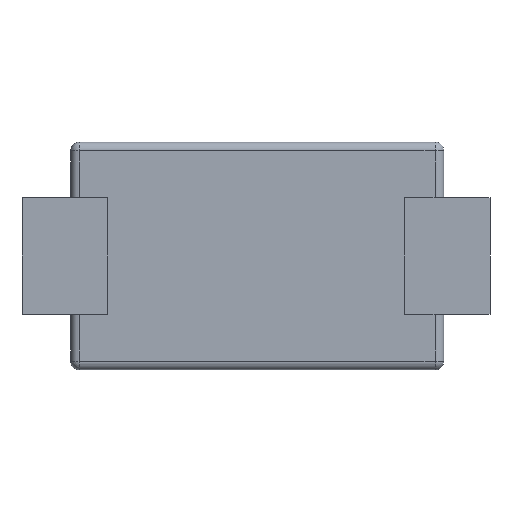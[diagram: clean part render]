
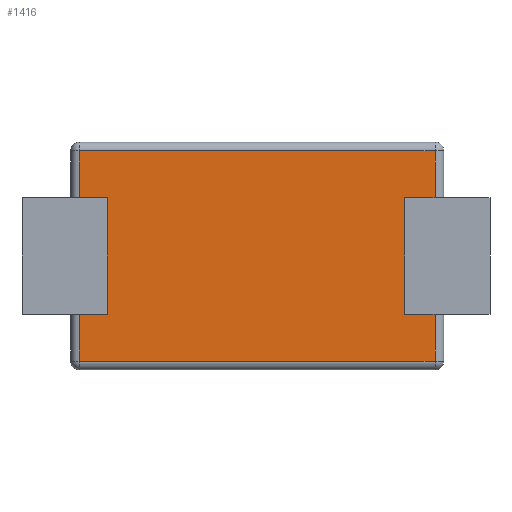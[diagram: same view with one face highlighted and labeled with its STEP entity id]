
A CAD part, front view. The second image highlights one B-rep face of the part: STEP entity #1416.
In plain terms, the highlighted planar face has unit normal (0, -1, 0).
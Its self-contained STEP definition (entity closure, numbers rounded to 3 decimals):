
#2 = DIRECTION ( 'NONE',  ( 1., 0., 0. ) ) ;
#15 = LINE ( 'NONE', #1325, #1460 ) ;
#19 = EDGE_CURVE ( 'NONE', #964, #867, #941, .T. ) ;
#20 = CARTESIAN_POINT ( 'NONE',  ( -1.476, -0.15, 1.3 ) ) ;
#41 = CARTESIAN_POINT ( 'NONE',  ( 2.563, -0.15, 1.3 ) ) ;
#43 = ORIENTED_EDGE ( 'NONE', *, *, #137, .F. ) ;
#55 = CARTESIAN_POINT ( 'NONE',  ( 2.563, -0.15, 0.663 ) ) ;
#62 = VECTOR ( 'NONE', #1298, 1000. ) ;
#87 = DIRECTION ( 'NONE',  ( 0., 1., 0. ) ) ;
#96 = VERTEX_POINT ( 'NONE', #987 ) ;
#102 = LINE ( 'NONE', #1330, #419 ) ;
#137 = EDGE_CURVE ( 'NONE', #1316, #740, #387, .T. ) ;
#166 = DIRECTION ( 'NONE',  ( 0., 0., 1. ) ) ;
#168 = DIRECTION ( 'NONE',  ( -1., 0., 0. ) ) ;
#195 = CARTESIAN_POINT ( 'NONE',  ( 2.217, -0.15, -0.663 ) ) ;
#221 = EDGE_CURVE ( 'NONE', #621, #1387, #15, .T. ) ;
#233 = CARTESIAN_POINT ( 'NONE',  ( 3.188, -0.15, 0.663 ) ) ;
#234 = VECTOR ( 'NONE', #1302, 1000. ) ;
#236 = CARTESIAN_POINT ( 'NONE',  ( -1.581, -0.15, -0.663 ) ) ;
#254 = LINE ( 'NONE', #233, #1423 ) ;
#268 = EDGE_CURVE ( 'NONE', #1252, #964, #566, .T. ) ;
#269 = VERTEX_POINT ( 'NONE', #917 ) ;
#352 = DIRECTION ( 'NONE',  ( -1., 0., 0. ) ) ;
#356 = ORIENTED_EDGE ( 'NONE', *, *, #19, .T. ) ;
#362 = CARTESIAN_POINT ( 'NONE',  ( 2.217, -0.15, 0.663 ) ) ;
#376 = EDGE_CURVE ( 'NONE', #269, #96, #611, .T. ) ;
#386 = CARTESIAN_POINT ( 'NONE',  ( -1.476, -0.15, -0.663 ) ) ;
#387 = LINE ( 'NONE', #362, #458 ) ;
#419 = VECTOR ( 'NONE', #998, 1000. ) ;
#429 = CARTESIAN_POINT ( 'NONE',  ( -1.157, -0.15, 0.663 ) ) ;
#458 = VECTOR ( 'NONE', #785, 1000. ) ;
#460 = EDGE_CURVE ( 'NONE', #1337, #621, #768, .T. ) ;
#501 = VERTEX_POINT ( 'NONE', #514 ) ;
#514 = CARTESIAN_POINT ( 'NONE',  ( -1.476, -0.15, 0.663 ) ) ;
#533 = VECTOR ( 'NONE', #352, 1000. ) ;
#536 = EDGE_CURVE ( 'NONE', #1316, #1337, #254, .T. ) ;
#547 = LINE ( 'NONE', #1411, #234 ) ;
#566 = LINE ( 'NONE', #236, #533 ) ;
#602 = DIRECTION ( 'NONE',  ( 0., 0., 1. ) ) ;
#605 = ORIENTED_EDGE ( 'NONE', *, *, #460, .T. ) ;
#611 = LINE ( 'NONE', #1384, #951 ) ;
#621 = VERTEX_POINT ( 'NONE', #1464 ) ;
#624 = CARTESIAN_POINT ( 'NONE',  ( -1.476, -0.15, 1.3 ) ) ;
#638 = DIRECTION ( 'NONE',  ( 0., 0., 1. ) ) ;
#644 = ORIENTED_EDGE ( 'NONE', *, *, #988, .T. ) ;
#668 = ORIENTED_EDGE ( 'NONE', *, *, #1351, .T. ) ;
#669 = ORIENTED_EDGE ( 'NONE', *, *, #376, .T. ) ;
#738 = CARTESIAN_POINT ( 'NONE',  ( 2.217, -0.15, 0.663 ) ) ;
#740 = VERTEX_POINT ( 'NONE', #195 ) ;
#744 = VECTOR ( 'NONE', #168, 1000. ) ;
#761 = ORIENTED_EDGE ( 'NONE', *, *, #1217, .F. ) ;
#762 = CARTESIAN_POINT ( 'NONE',  ( -1.157, -0.15, -0.663 ) ) ;
#768 = LINE ( 'NONE', #41, #1037 ) ;
#778 = ORIENTED_EDGE ( 'NONE', *, *, #904, .F. ) ;
#785 = DIRECTION ( 'NONE',  ( 0., 0., -1. ) ) ;
#793 = ORIENTED_EDGE ( 'NONE', *, *, #221, .T. ) ;
#798 = AXIS2_PLACEMENT_3D ( 'NONE', #858, #87, #638 ) ;
#819 = DIRECTION ( 'NONE',  ( 0., 0., -1. ) ) ;
#834 = LINE ( 'NONE', #974, #1442 ) ;
#849 = DIRECTION ( 'NONE',  ( 1., 0., 0. ) ) ;
#858 = CARTESIAN_POINT ( 'NONE',  ( -1.581, -0.15, 1.3 ) ) ;
#863 = PLANE ( 'NONE',  #798 ) ;
#867 = VERTEX_POINT ( 'NONE', #1190 ) ;
#902 = EDGE_LOOP ( 'NONE', ( #1079, #669, #761, #43, #1412, #605, #793, #644, #778, #668, #1002, #356 ) ) ;
#904 = EDGE_CURVE ( 'NONE', #1265, #501, #1377, .T. ) ;
#917 = CARTESIAN_POINT ( 'NONE',  ( 2.563, -0.15, -1.195 ) ) ;
#941 = LINE ( 'NONE', #624, #62 ) ;
#951 = VECTOR ( 'NONE', #602, 1000. ) ;
#964 = VERTEX_POINT ( 'NONE', #386 ) ;
#965 = CARTESIAN_POINT ( 'NONE',  ( -1.581, -0.15, 0.663 ) ) ;
#974 = CARTESIAN_POINT ( 'NONE',  ( -1.582, -0.15, -1.195 ) ) ;
#987 = CARTESIAN_POINT ( 'NONE',  ( 2.563, -0.15, -0.663 ) ) ;
#988 = EDGE_CURVE ( 'NONE', #1387, #501, #1068, .T. ) ;
#998 = DIRECTION ( 'NONE',  ( 1., 0., 0. ) ) ;
#1002 = ORIENTED_EDGE ( 'NONE', *, *, #268, .T. ) ;
#1032 = VECTOR ( 'NONE', #819, 1000. ) ;
#1037 = VECTOR ( 'NONE', #166, 1000. ) ;
#1068 = LINE ( 'NONE', #20, #1032 ) ;
#1079 = ORIENTED_EDGE ( 'NONE', *, *, #1366, .T. ) ;
#1122 = FACE_OUTER_BOUND ( 'NONE', #902, .T. ) ;
#1190 = CARTESIAN_POINT ( 'NONE',  ( -1.476, -0.15, -1.195 ) ) ;
#1217 = EDGE_CURVE ( 'NONE', #740, #96, #102, .T. ) ;
#1218 = DIRECTION ( 'NONE',  ( -1., 0., 0. ) ) ;
#1252 = VERTEX_POINT ( 'NONE', #762 ) ;
#1265 = VERTEX_POINT ( 'NONE', #429 ) ;
#1292 = CARTESIAN_POINT ( 'NONE',  ( -1.476, -0.15, 1.195 ) ) ;
#1298 = DIRECTION ( 'NONE',  ( 0., 0., -1. ) ) ;
#1302 = DIRECTION ( 'NONE',  ( 0., 0., -1. ) ) ;
#1316 = VERTEX_POINT ( 'NONE', #738 ) ;
#1325 = CARTESIAN_POINT ( 'NONE',  ( -1.581, -0.15, 1.195 ) ) ;
#1330 = CARTESIAN_POINT ( 'NONE',  ( 3.188, -0.15, -0.663 ) ) ;
#1337 = VERTEX_POINT ( 'NONE', #55 ) ;
#1351 = EDGE_CURVE ( 'NONE', #1265, #1252, #547, .T. ) ;
#1366 = EDGE_CURVE ( 'NONE', #867, #269, #834, .T. ) ;
#1377 = LINE ( 'NONE', #965, #744 ) ;
#1384 = CARTESIAN_POINT ( 'NONE',  ( 2.563, -0.15, 1.3 ) ) ;
#1387 = VERTEX_POINT ( 'NONE', #1292 ) ;
#1411 = CARTESIAN_POINT ( 'NONE',  ( -1.157, -0.15, 0.663 ) ) ;
#1412 = ORIENTED_EDGE ( 'NONE', *, *, #536, .T. ) ;
#1416 = ADVANCED_FACE ( 'NONE', ( #1122 ), #863, .F. ) ;
#1423 = VECTOR ( 'NONE', #2, 1000. ) ;
#1442 = VECTOR ( 'NONE', #849, 1000. ) ;
#1460 = VECTOR ( 'NONE', #1218, 1000. ) ;
#1464 = CARTESIAN_POINT ( 'NONE',  ( 2.563, -0.15, 1.195 ) ) ;
